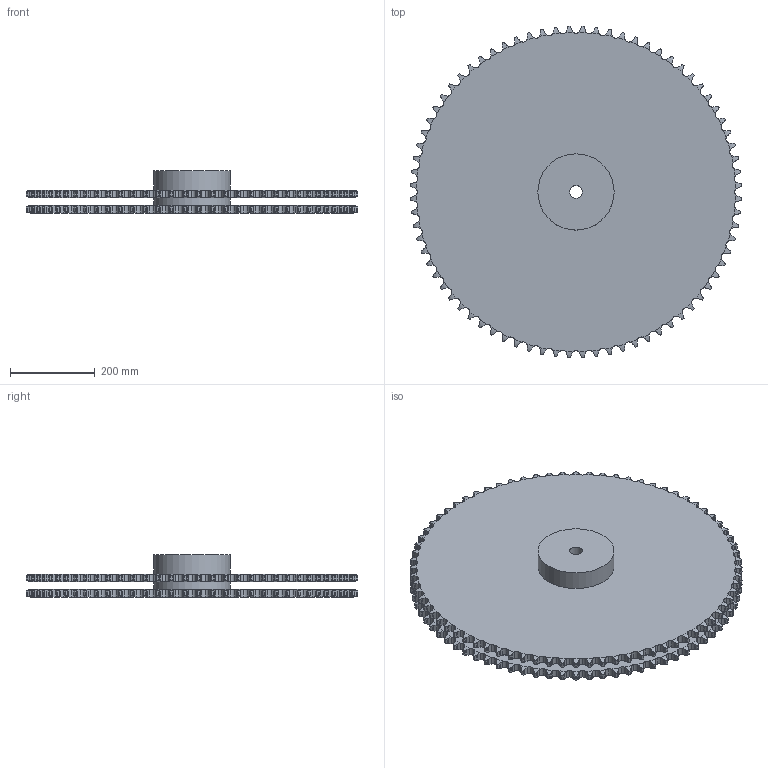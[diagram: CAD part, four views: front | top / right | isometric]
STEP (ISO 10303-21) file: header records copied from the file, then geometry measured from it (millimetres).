
FILE_DESCRIPTION(('FreeCAD Model'),'2;1');
FILE_NAME('Open CASCADE Shape Model','2021-08-22T10:00:52',('FreeCAD'),( 'FreeCAD'),'Open CASCADE STEP processor 7.4','FreeCAD','Unknown');
FILE_SCHEMA(('AUTOMOTIVE_DESIGN { 1 0 10303 214 1 1 1 1 }'));
Products named in the file (1): Open CASCADE STEP translator 7.4 70
Bounding box: 783.01 x 783.01 x 100 mm (x, y, z)
Volume: 18139642.4 mm3; surface area: 1948671.1 mm2
Topology: 1 solids, 1 shells, 1681 faces, 5026 edges, 3351 vertices
Faces by surface type: cylinder 1067, plane 310, torus 304
Full cylindrical faces by diameter (mm): 30 x1, 180 x2
Entity records: 155913 total; most frequent: CARTESIAN_POINT 70751, DIRECTION 11683, ORIENTED_EDGE 10052, PCURVE 10052, DEFINITIONAL_REPRESENTATION 10052, B_SPLINE_CURVE_WITH_KNOTS 7296, LINE 5639, VECTOR 5639
